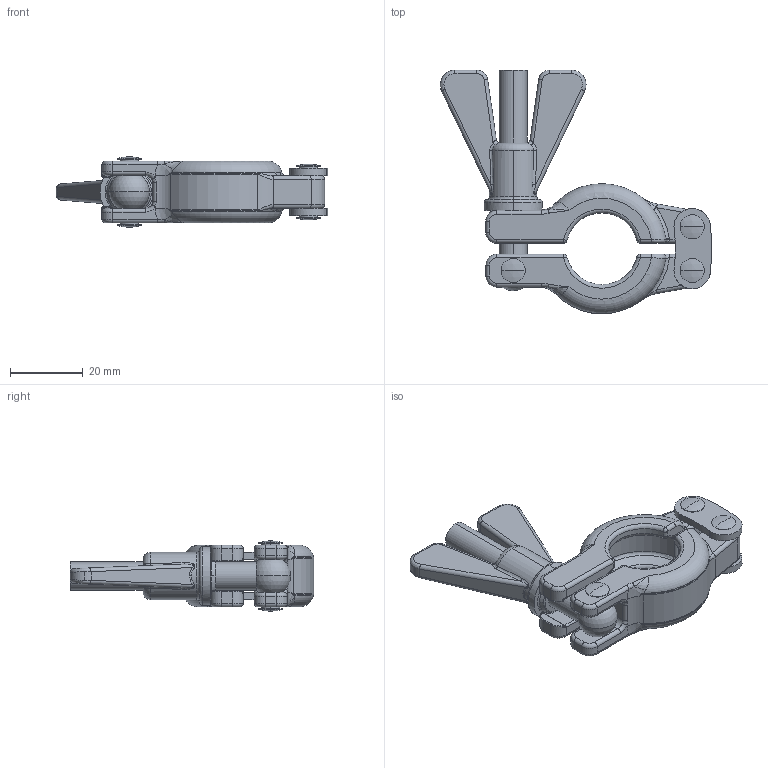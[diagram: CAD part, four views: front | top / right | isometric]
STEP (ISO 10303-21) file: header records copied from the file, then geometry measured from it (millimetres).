
FILE_DESCRIPTION (( 'STEP AP214' ), '1' );
FILE_NAME ('CL.SAF.0050.STEP', '2020-05-19T10:59:10', ( '' ), ( '' ), 'SwSTEP 2.0', 'SolidWorks 2020', '' );
FILE_SCHEMA (( 'AUTOMOTIVE_DESIGN' ));
Length unit declared in the file: millimetre
Products named in the file (1): CL.SAF.0050
Bounding box: 74.49 x 66.85 x 19.3 mm (x, y, z)
Volume: 20685.7 mm3; surface area: 12071.1 mm2
Topology: 3 solids, 3 shells, 452 faces, 1078 edges, 618 vertices
Faces by surface type: cylinder 165, bspline 86, torus 85, plane 66, sphere 36, cone 14
Entity records: 16182 total; most frequent: CARTESIAN_POINT 6200, DIRECTION 2142, ORIENTED_EDGE 2106, EDGE_CURVE 1053, AXIS2_PLACEMENT_3D 931, VERTEX_POINT 617, CIRCLE 564, EDGE_LOOP 476
